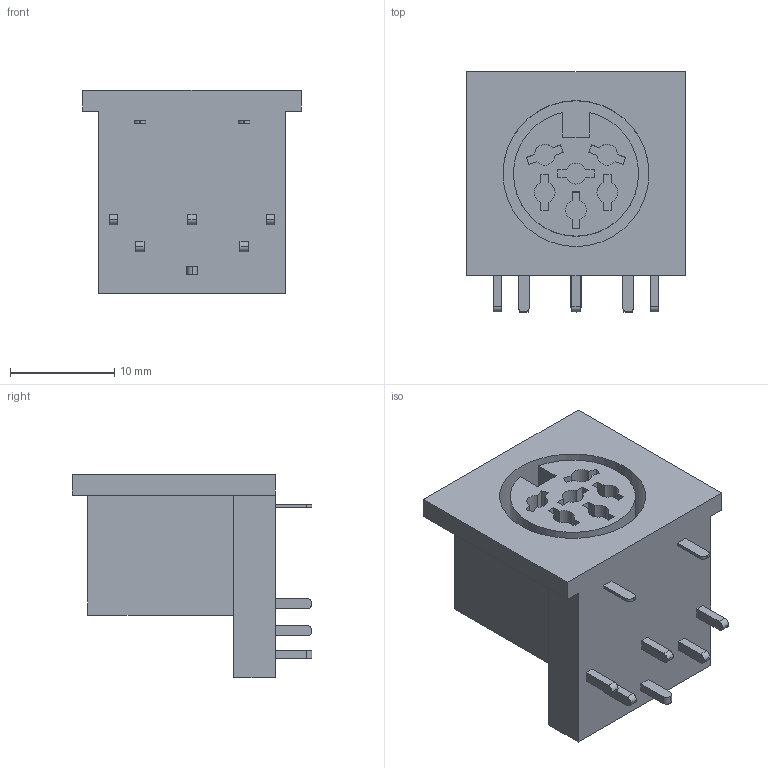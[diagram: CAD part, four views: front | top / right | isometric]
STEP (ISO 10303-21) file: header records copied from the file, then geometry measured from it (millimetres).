
FILE_DESCRIPTION (( 'STEP AP214' ), '1' );
FILE_NAME ('KDJ01-6.STEP', '2014-11-28T19:49:24', ( 'User' ), ( 'Hewlett-Packard Company' ), 'SwSTEP 2.0', 'SolidWorks 2013', '' );
FILE_SCHEMA (( 'AUTOMOTIVE_DESIGN' ));
Length unit declared in the file: millimetre
Products named in the file (1): KDJ01-6
Bounding box: 21 x 23 x 19.5 mm (x, y, z)
Volume: 3865.1 mm3; surface area: 3600.4 mm2
Topology: 1 solids, 1 shells, 131 faces, 339 edges, 226 vertices
Faces by surface type: plane 95, cylinder 36
Entity records: 4910 total; most frequent: CARTESIAN_POINT 697, ORIENTED_EDGE 678, DIRECTION 675, EDGE_CURVE 339, LINE 267, VECTOR 267, VERTEX_POINT 226, AXIS2_PLACEMENT_3D 204
